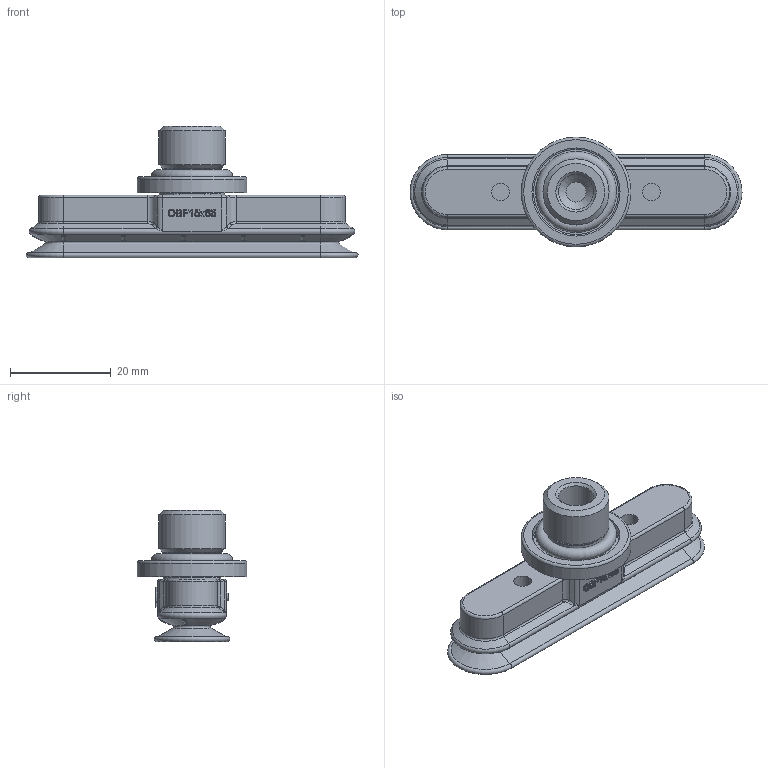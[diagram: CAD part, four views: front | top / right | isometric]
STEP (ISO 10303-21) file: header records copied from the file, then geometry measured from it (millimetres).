
FILE_DESCRIPTION(/* description */ ('Unknown'),/* implementation_level */ '2;1');
FILE_NAME(/* name */ '0901858',/* time_stamp */ '2019-01-09T15:15:54+01:00',/* author */ ('Unknown'),/* organization */ ('Unknown'),/* preprocessor_version */ 'ST-DEVELOPER v16.7',/* originating_system */ 'DEX',/* authorisation */ $);
FILE_SCHEMA (('AUTOMOTIVE_DESIGN {1 0 10303 214 3 1 1}'));
Length unit declared in the file: millimetre
Products named in the file (5): SE-0416088; SE-0415870; SE-0414924; 0119707; SE-0415382
Assembly tree (4 placements, depth 2):
  SE-0416088
    SE-0415870
    SE-0414924
    0119707
    SE-0415382
Bounding box: 66 x 21.8 x 26.12 mm (x, y, z)
Volume: 10228.4 mm3; surface area: 8792.7 mm2
Topology: 4 solids, 4 shells, 442 faces, 1112 edges, 710 vertices
Faces by surface type: plane 145, bspline 130, cylinder 88, torus 64, cone 15
Full cylindrical faces by diameter (mm): 3.5 x4, 4 x1, 6.9 x1, 7 x1, 7.188 x1, 8 x1, 10.5 x1, 11.4 x1, 13.157 x1, 17.5 x1, 21.8 x1
Entity records: 15862 total; most frequent: CARTESIAN_POINT 5825, ORIENTED_EDGE 2124, DIRECTION 1534, EDGE_CURVE 1062, VERTEX_POINT 697, AXIS2_PLACEMENT_3D 580, FACE_BOUND 523, EDGE_LOOP 522
